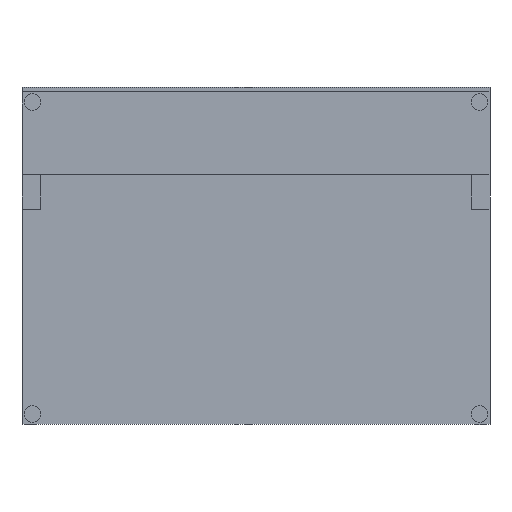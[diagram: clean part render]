
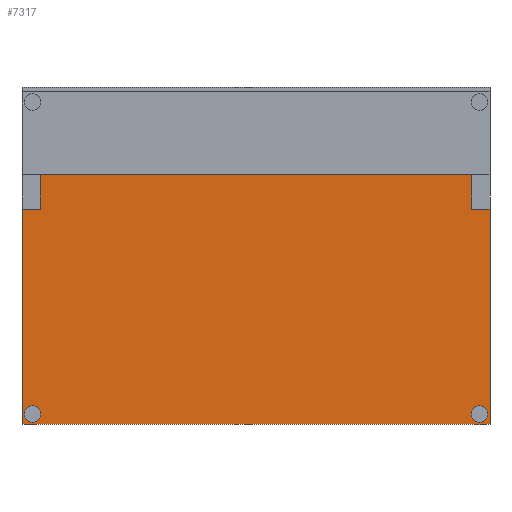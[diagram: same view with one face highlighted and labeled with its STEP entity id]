
A CAD part, front view. The second image highlights one B-rep face of the part: STEP entity #7317.
In plain terms, the highlighted planar face has unit normal (0, -1, 0).
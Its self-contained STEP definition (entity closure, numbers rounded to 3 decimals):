
#375=FACE_OUTER_BOUND('',#815,.T.);
#815=EDGE_LOOP('',(#4882,#4883,#4884,#4885,#4886,#4887,#4888,#4889));
#1271=LINE('',#10569,#2160);
#1275=LINE('',#10577,#2164);
#1280=LINE('',#10586,#2169);
#1281=LINE('',#10589,#2170);
#1286=LINE('',#10598,#2175);
#1287=LINE('',#10602,#2176);
#1291=LINE('',#10609,#2180);
#1293=LINE('',#10612,#2182);
#2160=VECTOR('',#8446,10.);
#2164=VECTOR('',#8452,10.);
#2169=VECTOR('',#8463,10.);
#2170=VECTOR('',#8466,10.);
#2175=VECTOR('',#8473,10.);
#2176=VECTOR('',#8476,10.);
#2180=VECTOR('',#8482,10.);
#2182=VECTOR('',#8486,10.);
#3045=VERTEX_POINT('',#10566);
#3046=VERTEX_POINT('',#10568);
#3048=VERTEX_POINT('',#10574);
#3049=VERTEX_POINT('',#10576);
#3051=VERTEX_POINT('',#10588);
#3054=VERTEX_POINT('',#10596);
#3055=VERTEX_POINT('',#10600);
#3056=VERTEX_POINT('',#10601);
#3765=EDGE_CURVE('',#3046,#3045,#1271,.T.);
#3769=EDGE_CURVE('',#3048,#3049,#1275,.T.);
#3774=EDGE_CURVE('',#3045,#3049,#1280,.T.);
#3775=EDGE_CURVE('',#3046,#3051,#1281,.T.);
#3780=EDGE_CURVE('',#3054,#3048,#1286,.T.);
#3781=EDGE_CURVE('',#3055,#3056,#1287,.T.);
#3785=EDGE_CURVE('',#3051,#3055,#1291,.T.);
#3787=EDGE_CURVE('',#3056,#3054,#1293,.T.);
#4882=ORIENTED_EDGE('',*,*,#3787,.F.);
#4883=ORIENTED_EDGE('',*,*,#3781,.F.);
#4884=ORIENTED_EDGE('',*,*,#3785,.F.);
#4885=ORIENTED_EDGE('',*,*,#3775,.F.);
#4886=ORIENTED_EDGE('',*,*,#3765,.T.);
#4887=ORIENTED_EDGE('',*,*,#3774,.T.);
#4888=ORIENTED_EDGE('',*,*,#3769,.F.);
#4889=ORIENTED_EDGE('',*,*,#3780,.F.);
#6947=PLANE('',#7821);
#7317=ADVANCED_FACE('',(#375),#6947,.F.);
#7821=AXIS2_PLACEMENT_3D('',#10615,#8490,#8491);
#8446=DIRECTION('',(0.,0.,1.));
#8452=DIRECTION('',(0.,0.,1.));
#8463=DIRECTION('',(-1.,0.,0.));
#8466=DIRECTION('',(1.,0.,0.));
#8473=DIRECTION('',(1.,0.,0.));
#8476=DIRECTION('',(-1.,0.,0.));
#8482=DIRECTION('',(0.,0.,-1.));
#8486=DIRECTION('',(0.,0.,1.));
#8490=DIRECTION('center_axis',(0.,1.,0.));
#8491=DIRECTION('ref_axis',(0.,0.,1.));
#10566=CARTESIAN_POINT('',(518.5,0.,341.5));
#10568=CARTESIAN_POINT('',(518.5,0.,258.5));
#10569=CARTESIAN_POINT('',(518.5,0.,258.5));
#10574=CARTESIAN_POINT('',(-518.5,0.,258.5));
#10576=CARTESIAN_POINT('',(-518.5,0.,341.5));
#10577=CARTESIAN_POINT('',(-518.5,0.,258.5));
#10586=CARTESIAN_POINT('',(-259.25,0.,341.5));
#10588=CARTESIAN_POINT('',(562.5,0.,258.5));
#10589=CARTESIAN_POINT('',(-562.5,0.,258.5));
#10596=CARTESIAN_POINT('',(-562.5,0.,258.5));
#10598=CARTESIAN_POINT('',(-562.5,0.,258.5));
#10600=CARTESIAN_POINT('',(562.5,0.,-258.5));
#10601=CARTESIAN_POINT('',(-562.5,0.,-258.5));
#10602=CARTESIAN_POINT('',(562.5,0.,-258.5));
#10609=CARTESIAN_POINT('',(562.5,0.,258.5));
#10612=CARTESIAN_POINT('',(-562.5,0.,-258.5));
#10615=CARTESIAN_POINT('Origin',(0.,0.,0.));
